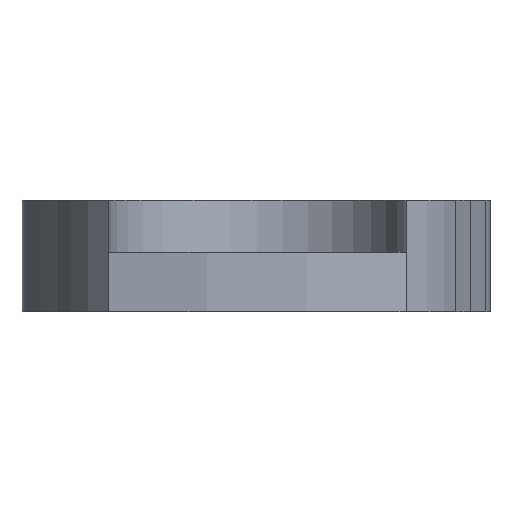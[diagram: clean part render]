
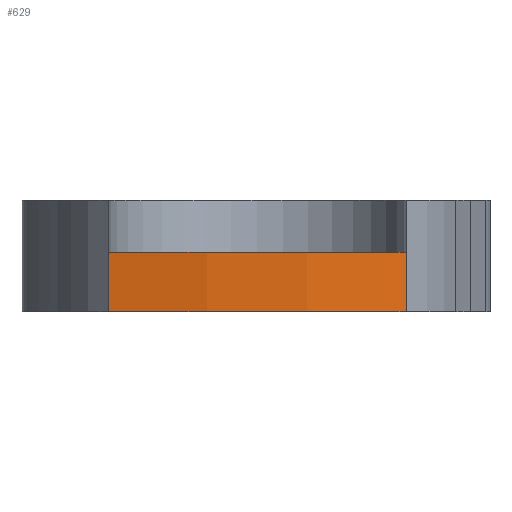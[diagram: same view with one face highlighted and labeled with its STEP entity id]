
A CAD part, front view. The second image highlights one B-rep face of the part: STEP entity #629.
In plain terms, the highlighted cylindrical face has radius 42.197 mm (diameter 84.394 mm), a partial arc.
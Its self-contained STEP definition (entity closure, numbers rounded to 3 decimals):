
#49 = CYLINDRICAL_SURFACE ( 'NONE', #1012, 42.197 ) ;
#51 = VERTEX_POINT ( 'NONE', #244 ) ;
#60 = CIRCLE ( 'NONE', #503, 42.197 ) ;
#64 = DIRECTION ( 'NONE',  ( 0., 0., -1. ) ) ;
#77 = LINE ( 'NONE', #116, #304 ) ;
#116 = CARTESIAN_POINT ( 'NONE',  ( 10., -9.798, 79.075 ) ) ;
#127 = CARTESIAN_POINT ( 'NONE',  ( -10., -9.798, 0. ) ) ;
#147 = FACE_OUTER_BOUND ( 'NONE', #220, .T. ) ;
#149 = DIRECTION ( 'NONE',  ( 0., 0., -1. ) ) ;
#178 = VERTEX_POINT ( 'NONE', #460 ) ;
#183 = CARTESIAN_POINT ( 'NONE',  ( 0., 31.197, 0. ) ) ;
#204 = EDGE_CURVE ( 'NONE', #614, #293, #60, .T. ) ;
#220 = EDGE_LOOP ( 'NONE', ( #1003, #670, #982, #311 ) ) ;
#244 = CARTESIAN_POINT ( 'NONE',  ( 10., -9.798, -4. ) ) ;
#250 = AXIS2_PLACEMENT_3D ( 'NONE', #1047, #475, #289 ) ;
#289 = DIRECTION ( 'NONE',  ( 1., 0., 0. ) ) ;
#293 = VERTEX_POINT ( 'NONE', #127 ) ;
#304 = VECTOR ( 'NONE', #64, 1000. ) ;
#311 = ORIENTED_EDGE ( 'NONE', *, *, #613, .F. ) ;
#349 = DIRECTION ( 'NONE',  ( 1., 0., 0. ) ) ;
#362 = CARTESIAN_POINT ( 'NONE',  ( 0., 31.197, 79.075 ) ) ;
#460 = CARTESIAN_POINT ( 'NONE',  ( -10., -9.798, -4. ) ) ;
#463 = CARTESIAN_POINT ( 'NONE',  ( 10., -9.798, 0. ) ) ;
#475 = DIRECTION ( 'NONE',  ( 0., 0., 1. ) ) ;
#503 = AXIS2_PLACEMENT_3D ( 'NONE', #183, #149, #349 ) ;
#595 = EDGE_CURVE ( 'NONE', #178, #51, #1039, .T. ) ;
#613 = EDGE_CURVE ( 'NONE', #614, #51, #77, .T. ) ;
#614 = VERTEX_POINT ( 'NONE', #463 ) ;
#628 = DIRECTION ( 'NONE',  ( -1., 0., 0. ) ) ;
#629 = ADVANCED_FACE ( 'NONE', ( #147 ), #49, .T. ) ;
#670 = ORIENTED_EDGE ( 'NONE', *, *, #719, .T. ) ;
#719 = EDGE_CURVE ( 'NONE', #293, #178, #935, .T. ) ;
#881 = DIRECTION ( 'NONE',  ( 0., 0., -1. ) ) ;
#934 = CARTESIAN_POINT ( 'NONE',  ( -10., -9.798, 79.075 ) ) ;
#935 = LINE ( 'NONE', #934, #999 ) ;
#982 = ORIENTED_EDGE ( 'NONE', *, *, #595, .T. ) ;
#999 = VECTOR ( 'NONE', #1013, 1000. ) ;
#1003 = ORIENTED_EDGE ( 'NONE', *, *, #204, .T. ) ;
#1012 = AXIS2_PLACEMENT_3D ( 'NONE', #362, #881, #628 ) ;
#1013 = DIRECTION ( 'NONE',  ( 0., 0., -1. ) ) ;
#1039 = CIRCLE ( 'NONE', #250, 42.197 ) ;
#1047 = CARTESIAN_POINT ( 'NONE',  ( 0., 31.197, -4. ) ) ;
